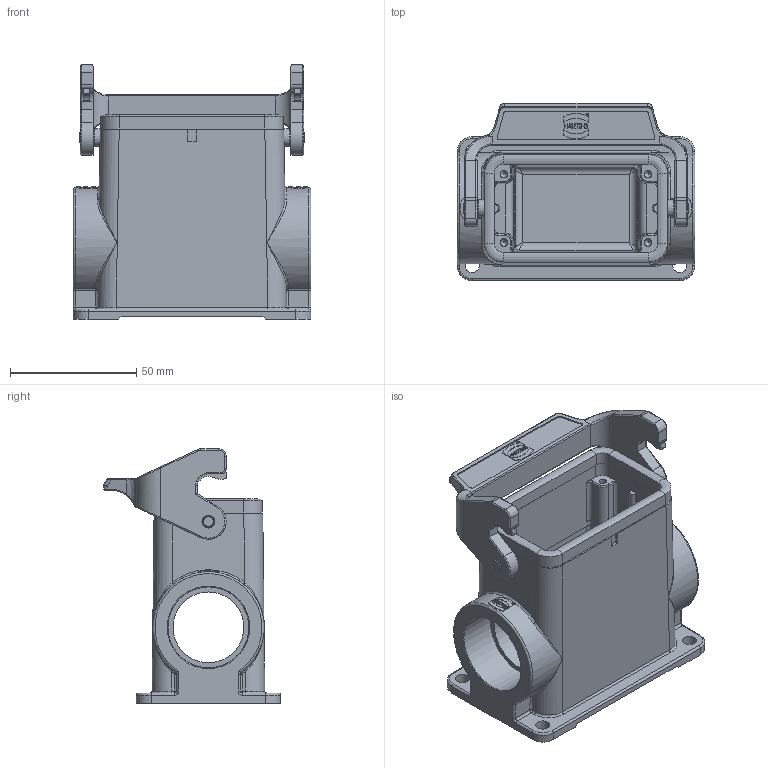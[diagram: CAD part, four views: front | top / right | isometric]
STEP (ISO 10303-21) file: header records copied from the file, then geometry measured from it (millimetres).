
FILE_DESCRIPTION(/* description */ (''),/* implementation_level */ '2;1');
FILE_NAME(/* name */ '100095053ugm000_b.stp',/* time_stamp */ '2017-11-03T09:07:11+01:00',/* author */ (''),/* organization */ (''),/* preprocessor_version */ 'ST-DEVELOPER v16',/* originating_system */ 'SIEMENS PLM Software NX 10.0',/* authorisation */ '');
FILE_SCHEMA (('AUTOMOTIVE_DESIGN { 1 0 10303 214 3 1 1 1 }'));
Length unit declared in the file: millimetre
Products named in the file (1): 100095053ugm000_b
Bounding box: 94 x 70 x 100.6 mm (x, y, z)
Volume: 133571.3 mm3; surface area: 56191.7 mm2
Topology: 2 solids, 2 shells, 824 faces, 2726 edges, 2578 vertices
Faces by surface type: plane 439, cylinder 229, bspline 88, cone 34, torus 26, sphere 8
Full cylindrical faces by diameter (mm): 0.95 x1, 1.05 x1, 3 x4, 4 x2, 4.8 x2, 5.1 x2, 5.6 x4, 7 x2, 28 x2, 32 x2
Entity records: 38114 total; most frequent: CARTESIAN_POINT 10972, DIRECTION 4124, ORIENTED_EDGE 4070, EDGE_CURVE 2035, AXIS2_PLACEMENT_3D 1417, VERTEX_POINT 1324, LINE 1290, VECTOR 1290
